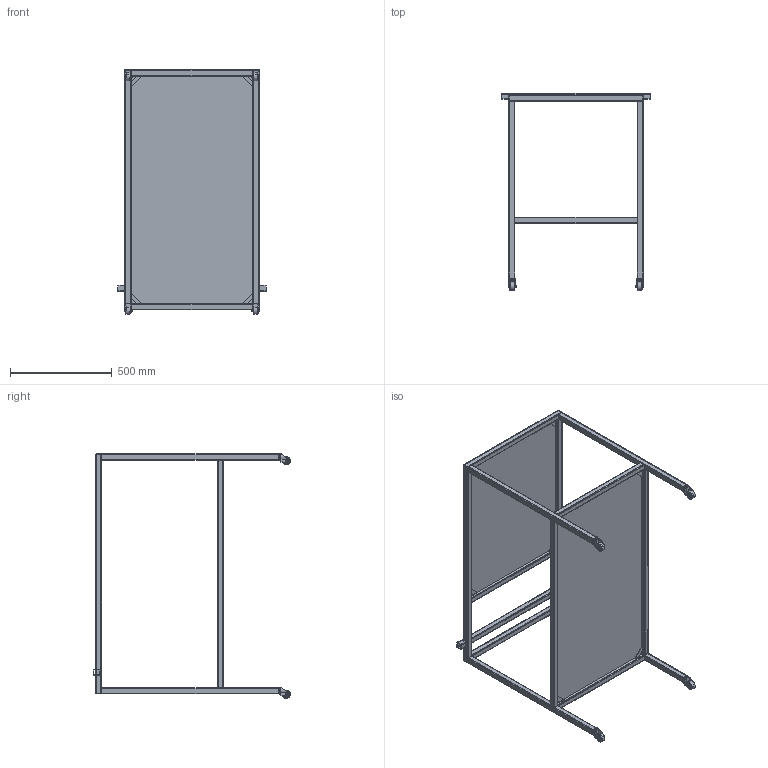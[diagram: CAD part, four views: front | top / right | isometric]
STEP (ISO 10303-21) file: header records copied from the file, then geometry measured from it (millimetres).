
FILE_DESCRIPTION (( 'STEP AP203' ), '1' );
FILE_NAME ('Post processing station.STEP', '2019-12-26T21:31:23', ( '' ), ( '' ), 'SwSTEP 2.0', 'SolidWorks 2016', '' );
FILE_SCHEMA (( 'CONFIG_CONTROL_DESIGN' ));
Length unit declared in the file: millimetre
Products named in the file (1): Post processing station
Bounding box: 730 x 969.96 x 1203.76 mm (x, y, z)
Volume: 19535366.5 mm3; surface area: 5009029.7 mm2
Topology: 84 solids, 84 shells, 984 faces, 2284 edges, 1472 vertices
Faces by surface type: plane 484, cylinder 404, cone 96
Entity records: 28931 total; most frequent: CARTESIAN_POINT 6225, DIRECTION 4774, ORIENTED_EDGE 4568, EDGE_CURVE 2284, AXIS2_PLACEMENT_3D 1797, VERTEX_POINT 1472, LINE 1180, VECTOR 1180
